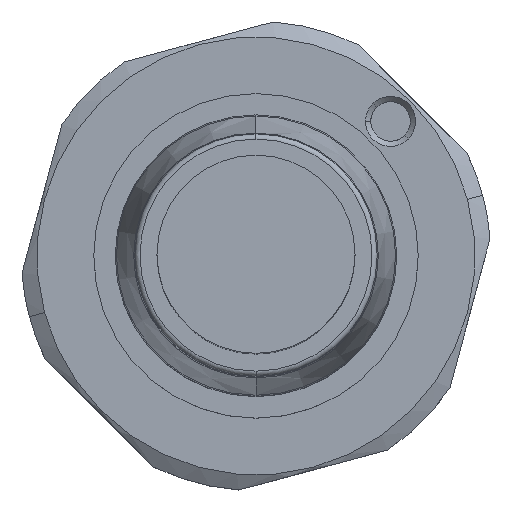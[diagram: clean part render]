
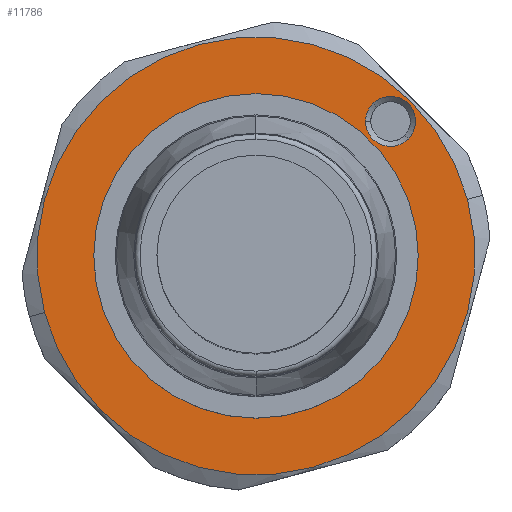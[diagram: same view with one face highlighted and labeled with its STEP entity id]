
A CAD part, top view. The second image highlights one B-rep face of the part: STEP entity #11786.
In plain terms, the highlighted planar face has unit normal (0, 0, 1).
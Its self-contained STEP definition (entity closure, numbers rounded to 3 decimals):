
#104 = DIRECTION ( 'NONE',  ( 0., 0., -1. ) ) ;
#174 = ORIENTED_EDGE ( 'NONE', *, *, #18494, .T. ) ;
#386 = VERTEX_POINT ( 'NONE', #2290 ) ;
#483 = CARTESIAN_POINT ( 'NONE',  ( 5.162, 5.162, 22. ) ) ;
#1019 = FACE_OUTER_BOUND ( 'NONE', #3489, .T. ) ;
#1300 = DIRECTION ( 'NONE',  ( 1., 0., 0. ) ) ;
#1774 = DIRECTION ( 'NONE',  ( 0., 1., 0. ) ) ;
#1857 = VERTEX_POINT ( 'NONE', #3388 ) ;
#2290 = CARTESIAN_POINT ( 'NONE',  ( 4.202, 5.162, 22. ) ) ;
#2399 = AXIS2_PLACEMENT_3D ( 'NONE', #15363, #6608, #10963 ) ;
#2477 = AXIS2_PLACEMENT_3D ( 'NONE', #17698, #10353, #13222 ) ;
#2639 = FACE_BOUND ( 'NONE', #6090, .T. ) ;
#2891 = ORIENTED_EDGE ( 'NONE', *, *, #3356, .T. ) ;
#3313 = AXIS2_PLACEMENT_3D ( 'NONE', #11758, #10509, #1774 ) ;
#3356 = EDGE_CURVE ( 'NONE', #3899, #1857, #10198, .T. ) ;
#3388 = CARTESIAN_POINT ( 'NONE',  ( 5.841, 4.483, 22. ) ) ;
#3489 = EDGE_LOOP ( 'NONE', ( #9427, #13697 ) ) ;
#3768 = CARTESIAN_POINT ( 'NONE',  ( 0., 0., 22. ) ) ;
#3899 = VERTEX_POINT ( 'NONE', #13996 ) ;
#4394 = VERTEX_POINT ( 'NONE', #16030 ) ;
#4697 = VERTEX_POINT ( 'NONE', #5926 ) ;
#5182 = DIRECTION ( 'NONE',  ( 0., 0., -1. ) ) ;
#5231 = ORIENTED_EDGE ( 'NONE', *, *, #6740, .T. ) ;
#5751 = CIRCLE ( 'NONE', #17583, 6.225 ) ;
#5850 = DIRECTION ( 'NONE',  ( -0.707, 0.707, 0. ) ) ;
#5926 = CARTESIAN_POINT ( 'NONE',  ( -8.114, -2.174, 22. ) ) ;
#5987 = VERTEX_POINT ( 'NONE', #18363 ) ;
#6029 = DIRECTION ( 'NONE',  ( 0., 0., -1. ) ) ;
#6090 = EDGE_LOOP ( 'NONE', ( #174, #18696 ) ) ;
#6608 = DIRECTION ( 'NONE',  ( 0., 0., -1. ) ) ;
#6683 = VERTEX_POINT ( 'NONE', #9914 ) ;
#6740 = EDGE_CURVE ( 'NONE', #1857, #386, #7286, .T. ) ;
#6935 = EDGE_LOOP ( 'NONE', ( #2891, #5231, #8286 ) ) ;
#7194 = CARTESIAN_POINT ( 'NONE',  ( 0., 0., 22. ) ) ;
#7286 = CIRCLE ( 'NONE', #16413, 0.96 ) ;
#7580 = EDGE_CURVE ( 'NONE', #4394, #5987, #16383, .T. ) ;
#8286 = ORIENTED_EDGE ( 'NONE', *, *, #15142, .T. ) ;
#8759 = DIRECTION ( 'NONE',  ( 0.707, -0.707, 0. ) ) ;
#9365 = DIRECTION ( 'NONE',  ( 0., -1., 0. ) ) ;
#9427 = ORIENTED_EDGE ( 'NONE', *, *, #18823, .F. ) ;
#9775 = AXIS2_PLACEMENT_3D ( 'NONE', #7194, #11562, #1300 ) ;
#9914 = CARTESIAN_POINT ( 'NONE',  ( 8.114, 2.174, 22. ) ) ;
#10198 = CIRCLE ( 'NONE', #10811, 0.96 ) ;
#10353 = DIRECTION ( 'NONE',  ( 0., 0., -1. ) ) ;
#10509 = DIRECTION ( 'NONE',  ( 0., 0., -1. ) ) ;
#10580 = CIRCLE ( 'NONE', #2399, 8.4 ) ;
#10811 = AXIS2_PLACEMENT_3D ( 'NONE', #16307, #6029, #5850 ) ;
#10963 = DIRECTION ( 'NONE',  ( -0.966, -0.259, 0. ) ) ;
#11188 = FACE_BOUND ( 'NONE', #6935, .T. ) ;
#11322 = EDGE_CURVE ( 'NONE', #6683, #4697, #11583, .T. ) ;
#11562 = DIRECTION ( 'NONE',  ( 0., 0., 1. ) ) ;
#11583 = CIRCLE ( 'NONE', #2477, 8.4 ) ;
#11758 = CARTESIAN_POINT ( 'NONE',  ( 0., 0., 22. ) ) ;
#11786 = ADVANCED_FACE ( 'NONE', ( #2639, #11188, #1019 ), #18426, .T. ) ;
#11842 = CARTESIAN_POINT ( 'NONE',  ( 5.162, 5.162, 22. ) ) ;
#13222 = DIRECTION ( 'NONE',  ( 0.966, 0.259, 0. ) ) ;
#13697 = ORIENTED_EDGE ( 'NONE', *, *, #11322, .F. ) ;
#13996 = CARTESIAN_POINT ( 'NONE',  ( 4.483, 5.841, 22. ) ) ;
#15142 = EDGE_CURVE ( 'NONE', #386, #3899, #15876, .T. ) ;
#15363 = CARTESIAN_POINT ( 'NONE',  ( 0., 0., 22. ) ) ;
#15876 = CIRCLE ( 'NONE', #18291, 0.96 ) ;
#16030 = CARTESIAN_POINT ( 'NONE',  ( 0., 6.225, 22. ) ) ;
#16307 = CARTESIAN_POINT ( 'NONE',  ( 5.162, 5.162, 22. ) ) ;
#16383 = CIRCLE ( 'NONE', #3313, 6.225 ) ;
#16413 = AXIS2_PLACEMENT_3D ( 'NONE', #483, #104, #8759 ) ;
#17384 = DIRECTION ( 'NONE',  ( 0.707, -0.707, 0. ) ) ;
#17564 = DIRECTION ( 'NONE',  ( 0., 0., -1. ) ) ;
#17583 = AXIS2_PLACEMENT_3D ( 'NONE', #3768, #5182, #9365 ) ;
#17698 = CARTESIAN_POINT ( 'NONE',  ( 0., 0., 22. ) ) ;
#18291 = AXIS2_PLACEMENT_3D ( 'NONE', #11842, #17564, #17384 ) ;
#18363 = CARTESIAN_POINT ( 'NONE',  ( 0., -6.225, 22. ) ) ;
#18426 = PLANE ( 'NONE',  #9775 ) ;
#18494 = EDGE_CURVE ( 'NONE', #5987, #4394, #5751, .T. ) ;
#18696 = ORIENTED_EDGE ( 'NONE', *, *, #7580, .T. ) ;
#18823 = EDGE_CURVE ( 'NONE', #4697, #6683, #10580, .T. ) ;
